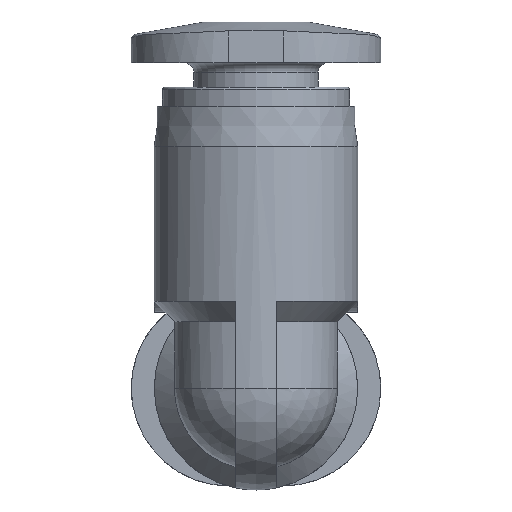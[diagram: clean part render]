
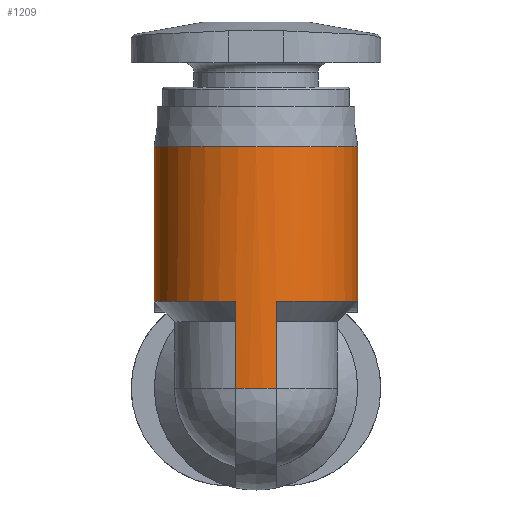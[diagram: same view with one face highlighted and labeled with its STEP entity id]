
A CAD part, left-side view. The second image highlights one B-rep face of the part: STEP entity #1209.
In plain terms, the highlighted cylindrical face has radius 3.75 mm (diameter 7.5 mm), a full revolution.
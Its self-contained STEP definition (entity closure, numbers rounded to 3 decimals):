
#60=LINE('',#1710,#80);
#61=LINE('',#1714,#81);
#80=VECTOR('',#1421,1000.);
#81=VECTOR('',#1424,1000.);
#99=B_SPLINE_CURVE_WITH_KNOTS('',3,(#1693,#1694,#1695,#1696,#1697,#1698,
#1699,#1700,#1701,#1702,#1703,#1704,#1705,#1706,#1707),.UNSPECIFIED.,.F.,
 .F.,(4,1,1,1,1,1,1,1,1,1,1,1,4),(0.001,0.003,
0.004,0.004,0.005,0.006,
0.008,0.009,0.01,0.011,
0.011,0.012,0.014),.UNSPECIFIED.);
#127=ELLIPSE('',#1276,5.303,3.75);
#128=ELLIPSE('',#1280,5.303,3.75);
#143=ORIENTED_EDGE('',*,*,#361,.F.);
#144=ORIENTED_EDGE('',*,*,#362,.F.);
#145=ORIENTED_EDGE('',*,*,#360,.T.);
#146=ORIENTED_EDGE('',*,*,#363,.T.);
#147=ORIENTED_EDGE('',*,*,#364,.T.);
#148=ORIENTED_EDGE('',*,*,#365,.T.);
#149=ORIENTED_EDGE('',*,*,#366,.F.);
#150=ORIENTED_EDGE('',*,*,#367,.T.);
#151=ORIENTED_EDGE('',*,*,#354,.T.);
#354=EDGE_CURVE('',#464,#462,#127,.F.);
#360=EDGE_CURVE('',#463,#469,#128,.F.);
#361=EDGE_CURVE('',#470,#470,#546,.T.);
#362=EDGE_CURVE('',#463,#462,#99,.T.);
#363=EDGE_CURVE('',#469,#471,#547,.T.);
#364=EDGE_CURVE('',#471,#472,#60,.T.);
#365=EDGE_CURVE('',#472,#473,#548,.T.);
#366=EDGE_CURVE('',#474,#473,#61,.T.);
#367=EDGE_CURVE('',#474,#464,#549,.T.);
#462=VERTEX_POINT('',#1675);
#463=VERTEX_POINT('',#1676);
#464=VERTEX_POINT('',#1678);
#469=VERTEX_POINT('',#1688);
#470=VERTEX_POINT('',#1692);
#471=VERTEX_POINT('',#1709);
#472=VERTEX_POINT('',#1711);
#473=VERTEX_POINT('',#1713);
#474=VERTEX_POINT('',#1715);
#546=CIRCLE('',#1282,3.75);
#547=CIRCLE('',#1283,3.75);
#548=CIRCLE('',#1284,3.75);
#549=CIRCLE('',#1285,3.75);
#600=EDGE_LOOP('',(#143));
#601=EDGE_LOOP('',(#144,#145,#146,#147,#148,#149,#150,#151));
#691=FACE_BOUND('',#600,.T.);
#692=FACE_BOUND('',#601,.T.);
#780=CYLINDRICAL_SURFACE('',#1281,3.75);
#1209=ADVANCED_FACE('',(#691,#692),#780,.T.);
#1276=AXIS2_PLACEMENT_3D('',#1677,#1403,#1404);
#1280=AXIS2_PLACEMENT_3D('',#1689,#1413,#1414);
#1281=AXIS2_PLACEMENT_3D('',#1690,#1415,#1416);
#1282=AXIS2_PLACEMENT_3D('',#1691,#1417,#1418);
#1283=AXIS2_PLACEMENT_3D('',#1708,#1419,#1420);
#1284=AXIS2_PLACEMENT_3D('',#1712,#1422,#1423);
#1285=AXIS2_PLACEMENT_3D('',#1716,#1425,#1426);
#1403=DIRECTION('',(0.707,0.,-0.707));
#1404=DIRECTION('',(0.707,0.,0.707));
#1413=DIRECTION('',(0.707,0.,-0.707));
#1414=DIRECTION('',(0.707,0.,0.707));
#1415=DIRECTION('',(0.,0.,1.));
#1416=DIRECTION('',(1.,0.,0.));
#1417=DIRECTION('',(0.,0.,1.));
#1418=DIRECTION('',(1.,0.,0.));
#1419=DIRECTION('',(0.,0.,1.));
#1420=DIRECTION('',(1.,0.,0.));
#1421=DIRECTION('',(0.,0.,-1.));
#1422=DIRECTION('',(0.,0.,1.));
#1423=DIRECTION('',(1.,0.,0.));
#1424=DIRECTION('',(0.,0.,-1.));
#1425=DIRECTION('',(0.,0.,1.));
#1426=DIRECTION('',(1.,0.,0.));
#1675=CARTESIAN_POINT('',(3.562,-1.174,3.562));
#1676=CARTESIAN_POINT('',(3.562,1.174,3.562));
#1677=CARTESIAN_POINT('',(0.,0.,0.));
#1678=CARTESIAN_POINT('',(3.2,-1.955,3.2));
#1688=CARTESIAN_POINT('',(3.2,1.955,3.2));
#1689=CARTESIAN_POINT('',(0.,0.,0.));
#1690=CARTESIAN_POINT('',(0.,0.,13.5));
#1691=CARTESIAN_POINT('',(0.,0.,8.9));
#1692=CARTESIAN_POINT('',(3.75,0.,8.9));
#1693=CARTESIAN_POINT('',(3.562,1.174,3.562));
#1694=CARTESIAN_POINT('',(3.405,1.65,3.718));
#1695=CARTESIAN_POINT('',(3.014,2.262,4.173));
#1696=CARTESIAN_POINT('',(2.765,2.531,5.198));
#1697=CARTESIAN_POINT('',(2.832,2.463,6.01));
#1698=CARTESIAN_POINT('',(3.113,2.118,6.694));
#1699=CARTESIAN_POINT('',(3.564,1.333,7.285));
#1700=CARTESIAN_POINT('',(3.873,0.003,7.491));
#1701=CARTESIAN_POINT('',(3.568,-1.324,7.288));
#1702=CARTESIAN_POINT('',(3.117,-2.111,6.701));
#1703=CARTESIAN_POINT('',(2.835,-2.459,6.023));
#1704=CARTESIAN_POINT('',(2.764,-2.533,5.213));
#1705=CARTESIAN_POINT('',(3.01,-2.267,4.177));
#1706=CARTESIAN_POINT('',(3.403,-1.656,3.72));
#1707=CARTESIAN_POINT('',(3.562,-1.174,3.562));
#1708=CARTESIAN_POINT('',(0.,0.,3.2));
#1709=CARTESIAN_POINT('',(-3.674,0.75,3.2));
#1710=CARTESIAN_POINT('',(-3.674,0.75,3.2));
#1711=CARTESIAN_POINT('',(-3.674,0.75,0.));
#1712=CARTESIAN_POINT('',(0.,0.,0.));
#1713=CARTESIAN_POINT('',(-3.674,-0.75,0.));
#1714=CARTESIAN_POINT('',(-3.674,-0.75,3.2));
#1715=CARTESIAN_POINT('',(-3.674,-0.75,3.2));
#1716=CARTESIAN_POINT('',(0.,0.,3.2));
